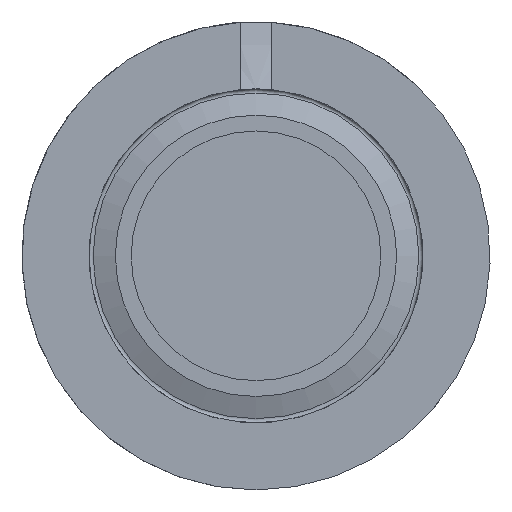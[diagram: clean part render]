
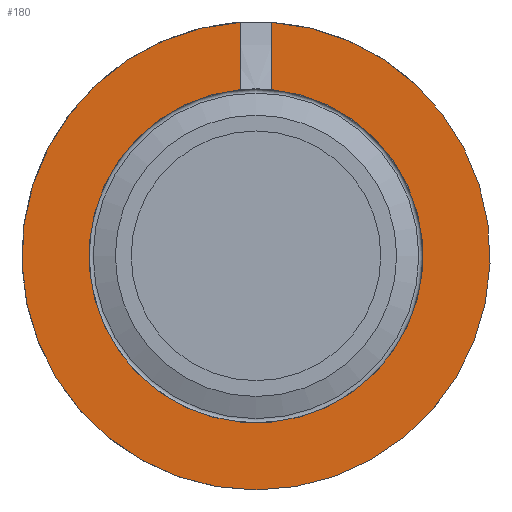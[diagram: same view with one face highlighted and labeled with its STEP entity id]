
A CAD part, left-side view. The second image highlights one B-rep face of the part: STEP entity #180.
In plain terms, the highlighted planar face has unit normal (-1, 0, 0).
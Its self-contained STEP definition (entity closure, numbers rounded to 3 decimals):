
#30=CIRCLE('',#208,10.7);
#31=CIRCLE('',#209,15.);
#42=ORIENTED_EDGE('',*,*,#82,.F.);
#43=ORIENTED_EDGE('',*,*,#83,.F.);
#44=ORIENTED_EDGE('',*,*,#84,.T.);
#45=ORIENTED_EDGE('',*,*,#85,.T.);
#82=EDGE_CURVE('',#102,#103,#118,.T.);
#83=EDGE_CURVE('',#104,#102,#30,.T.);
#84=EDGE_CURVE('',#104,#105,#119,.T.);
#85=EDGE_CURVE('',#105,#103,#31,.T.);
#102=VERTEX_POINT('',#296);
#103=VERTEX_POINT('',#297);
#104=VERTEX_POINT('',#299);
#105=VERTEX_POINT('',#301);
#118=LINE('',#295,#124);
#119=LINE('',#300,#125);
#124=VECTOR('',#237,1000.);
#125=VECTOR('',#240,1000.);
#130=EDGE_LOOP('',(#42,#43,#44,#45));
#152=FACE_BOUND('',#130,.T.);
#174=PLANE('',#207);
#180=ADVANCED_FACE('',(#152),#174,.F.);
#207=AXIS2_PLACEMENT_3D('',#294,#235,#236);
#208=AXIS2_PLACEMENT_3D('',#298,#238,#239);
#209=AXIS2_PLACEMENT_3D('',#302,#241,#242);
#235=DIRECTION('',(1.,0.,0.));
#236=DIRECTION('',(0.,0.,-1.));
#237=DIRECTION('',(0.,0.,1.));
#238=DIRECTION('',(-1.,0.,0.));
#239=DIRECTION('',(0.,0.,1.));
#240=DIRECTION('',(0.,0.,1.));
#241=DIRECTION('',(-1.,0.,0.));
#242=DIRECTION('',(0.,0.,1.));
#294=CARTESIAN_POINT('',(0.,0.,15.));
#295=CARTESIAN_POINT('',(0.,-1.,9.19));
#296=CARTESIAN_POINT('',(0.,-1.,10.653));
#297=CARTESIAN_POINT('',(0.,-1.,14.967));
#298=CARTESIAN_POINT('',(0.,0.,0.));
#299=CARTESIAN_POINT('',(0.,1.,10.653));
#300=CARTESIAN_POINT('',(0.,1.,9.19));
#301=CARTESIAN_POINT('',(0.,1.,14.967));
#302=CARTESIAN_POINT('',(0.,0.,0.));
